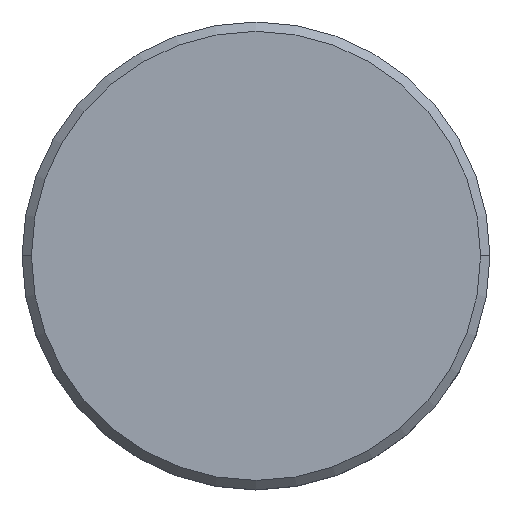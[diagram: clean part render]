
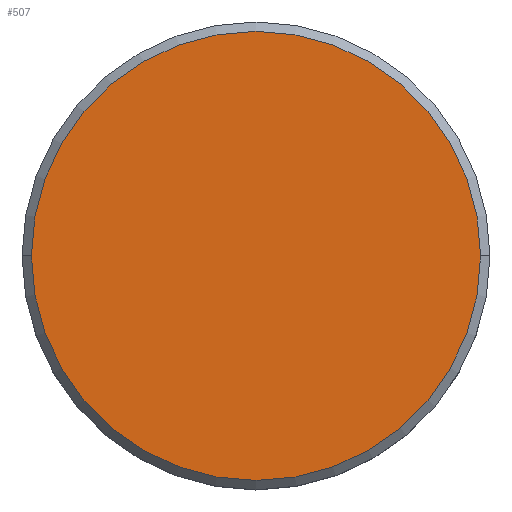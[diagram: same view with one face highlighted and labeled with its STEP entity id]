
A CAD part, top view. The second image highlights one B-rep face of the part: STEP entity #507.
In plain terms, the highlighted planar face has unit normal (0, 0, 1).
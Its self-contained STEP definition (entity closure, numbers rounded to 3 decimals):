
#22 = VERTEX_POINT ( 'NONE', #806 ) ;
#58 = DIRECTION ( 'NONE',  ( 1., 0., 0. ) ) ;
#79 = CARTESIAN_POINT ( 'NONE',  ( -12., 0., 0. ) ) ;
#125 = EDGE_CURVE ( 'NONE', #732, #22, #230, .T. ) ;
#149 = PLANE ( 'NONE',  #812 ) ;
#230 = CIRCLE ( 'NONE', #701, 12. ) ;
#232 = AXIS2_PLACEMENT_3D ( 'NONE', #537, #694, #423 ) ;
#323 = CARTESIAN_POINT ( 'NONE',  ( 0., 0., 0. ) ) ;
#423 = DIRECTION ( 'NONE',  ( 1., 0., 0. ) ) ;
#437 = CIRCLE ( 'NONE', #232, 12. ) ;
#484 = ORIENTED_EDGE ( 'NONE', *, *, #125, .T. ) ;
#489 = FACE_OUTER_BOUND ( 'NONE', #995, .T. ) ;
#494 = DIRECTION ( 'NONE',  ( 0., 0., 1. ) ) ;
#507 = ADVANCED_FACE ( 'NONE', ( #489 ), #149, .T. ) ;
#537 = CARTESIAN_POINT ( 'NONE',  ( 0., 0., 0. ) ) ;
#662 = EDGE_CURVE ( 'NONE', #22, #732, #437, .T. ) ;
#694 = DIRECTION ( 'NONE',  ( 0., 0., 1. ) ) ;
#701 = AXIS2_PLACEMENT_3D ( 'NONE', #859, #958, #58 ) ;
#731 = ORIENTED_EDGE ( 'NONE', *, *, #662, .T. ) ;
#732 = VERTEX_POINT ( 'NONE', #79 ) ;
#806 = CARTESIAN_POINT ( 'NONE',  ( 12., 0., 0. ) ) ;
#812 = AXIS2_PLACEMENT_3D ( 'NONE', #323, #494, #952 ) ;
#859 = CARTESIAN_POINT ( 'NONE',  ( 0., 0., 0. ) ) ;
#952 = DIRECTION ( 'NONE',  ( 1., 0., 0. ) ) ;
#958 = DIRECTION ( 'NONE',  ( 0., 0., 1. ) ) ;
#995 = EDGE_LOOP ( 'NONE', ( #484, #731 ) ) ;
